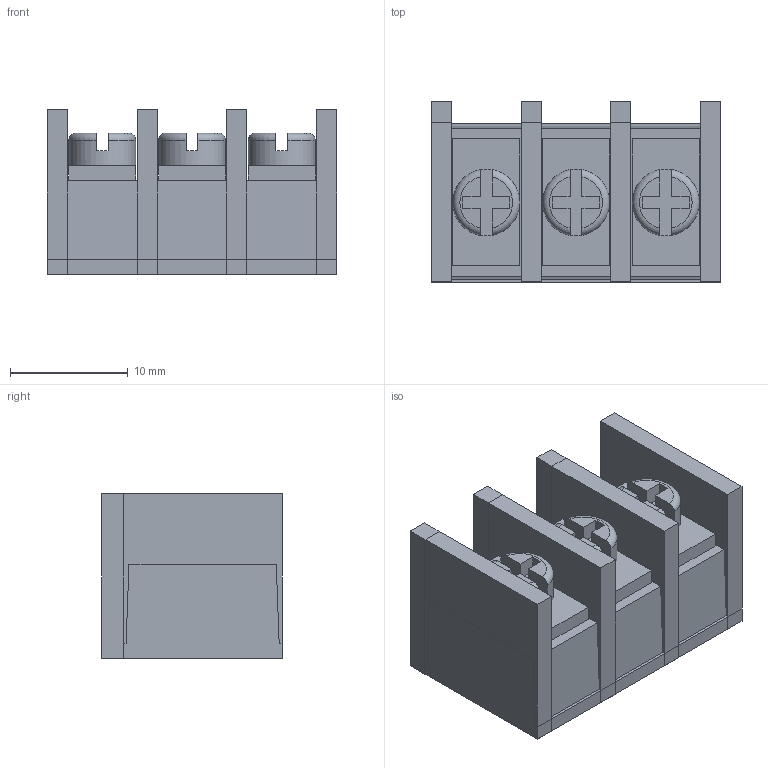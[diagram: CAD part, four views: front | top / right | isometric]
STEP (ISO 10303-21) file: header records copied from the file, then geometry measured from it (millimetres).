
FILE_DESCRIPTION(/* description */ (''),/* implementation_level */ '2;1');
FILE_NAME(/* name */ 'X977B03-7.62 v0.step',/* time_stamp */ '2022-11-13T13:13:28+02:00',/* author */ (''),/* organization */ (''),/* preprocessor_version */ 'ST-DEVELOPER v19.2',/* originating_system */ 'Autodesk Translation Framework v11.17.0.187',/* authorisation */ '');
FILE_SCHEMA (('AUTOMOTIVE_DESIGN { 1 0 10303 214 3 1 1 }'));
Length unit declared in the file: millimetre
Products named in the file (12): X977B03-7.62; TerminalBody; Body001; Plate001; Screw001; Body005; Body006; Body009; Body010; Body013; Body014; Body015
Assembly tree (11 placements, depth 2):
  X977B03-7.62
    TerminalBody
    Body001
    Plate001
    Screw001
    Body005
    Body006
    Body009
    Body010
    Body013
    Body014
    Body015
Bounding box: 24.56 x 15.3 x 14 mm (x, y, z)
Volume: 4400.2 mm3; surface area: 4363 mm2
Topology: 14 solids, 14 shells, 121 faces, 279 edges, 186 vertices
Faces by surface type: plane 112, torus 6, cylinder 3
Full cylindrical faces by diameter (mm): 5.68 x3
Entity records: 3893 total; most frequent: CARTESIAN_POINT 765, DIRECTION 579, ORIENTED_EDGE 558, EDGE_CURVE 279, LINE 243, VECTOR 243, VERTEX_POINT 186, AXIS2_PLACEMENT_3D 168
